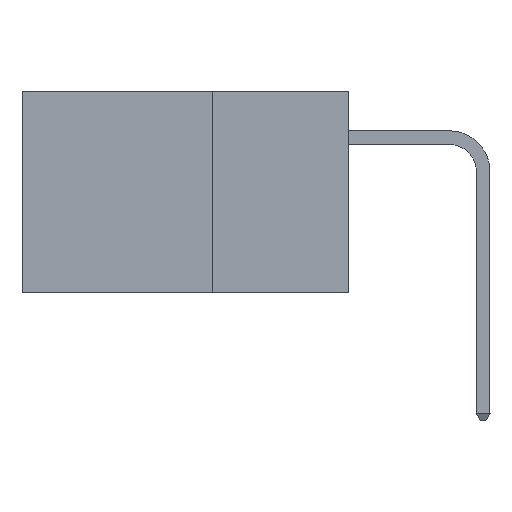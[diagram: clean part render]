
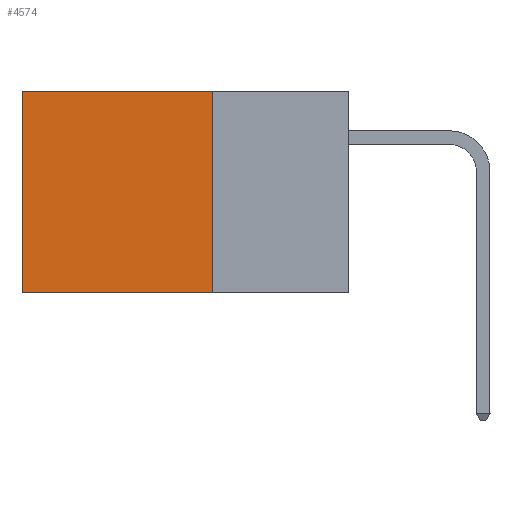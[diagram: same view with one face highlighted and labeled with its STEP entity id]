
A CAD part, left-side view. The second image highlights one B-rep face of the part: STEP entity #4574.
In plain terms, the highlighted planar face has unit normal (-1, 0, 0).
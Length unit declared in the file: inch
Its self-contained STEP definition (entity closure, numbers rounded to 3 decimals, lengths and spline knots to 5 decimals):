
#1054 = DIRECTION ( 'NONE',  ( 0., 1., 0. ) ) ;
#1279 = CARTESIAN_POINT ( 'NONE',  ( 0.2875, 0.25, -0.37 ) ) ;
#1905 = VERTEX_POINT ( 'NONE', #11463 ) ;
#2473 = ORIENTED_EDGE ( 'NONE', *, *, #10080, .T. ) ;
#4389 = LINE ( 'NONE', #1279, #9987 ) ;
#4574 = ADVANCED_FACE ( 'NONE', ( #41473 ), #27533, .F. ) ;
#6478 = DIRECTION ( 'NONE',  ( 0., 0., -1. ) ) ;
#9177 = LINE ( 'NONE', #25632, #27096 ) ;
#9296 = EDGE_LOOP ( 'NONE', ( #26735, #33907, #21411, #2473 ) ) ;
#9987 = VECTOR ( 'NONE', #1054, 39.37008 ) ;
#10080 = EDGE_CURVE ( 'NONE', #23011, #13330, #9177, .T. ) ;
#11083 = CARTESIAN_POINT ( 'NONE',  ( 0.2875, 0.25, 0. ) ) ;
#11447 = VERTEX_POINT ( 'NONE', #39822 ) ;
#11463 = CARTESIAN_POINT ( 'NONE',  ( 0.2875, 0.6, -0.37 ) ) ;
#13330 = VERTEX_POINT ( 'NONE', #14032 ) ;
#14032 = CARTESIAN_POINT ( 'NONE',  ( 0.2875, 0.6, 0. ) ) ;
#15006 = VECTOR ( 'NONE', #41669, 39.37008 ) ;
#15738 = CARTESIAN_POINT ( 'NONE',  ( 0.2875, 0.25, 0. ) ) ;
#17376 = EDGE_CURVE ( 'NONE', #23011, #11447, #31931, .T. ) ;
#19808 = LINE ( 'NONE', #36434, #21658 ) ;
#21411 = ORIENTED_EDGE ( 'NONE', *, *, #17376, .F. ) ;
#21658 = VECTOR ( 'NONE', #6478, 39.37008 ) ;
#23011 = VERTEX_POINT ( 'NONE', #15738 ) ;
#24198 = DIRECTION ( 'NONE',  ( 1., 0., 0. ) ) ;
#25632 = CARTESIAN_POINT ( 'NONE',  ( 0.2875, 0.25, 0. ) ) ;
#26735 = ORIENTED_EDGE ( 'NONE', *, *, #39992, .T. ) ;
#27096 = VECTOR ( 'NONE', #39136, 39.37008 ) ;
#27533 = PLANE ( 'NONE',  #31289 ) ;
#28822 = CARTESIAN_POINT ( 'NONE',  ( 0.2875, 0.25, 0. ) ) ;
#31289 = AXIS2_PLACEMENT_3D ( 'NONE', #11083, #24198, #37709 ) ;
#31931 = LINE ( 'NONE', #28822, #15006 ) ;
#33907 = ORIENTED_EDGE ( 'NONE', *, *, #34487, .F. ) ;
#34487 = EDGE_CURVE ( 'NONE', #11447, #1905, #4389, .T. ) ;
#36434 = CARTESIAN_POINT ( 'NONE',  ( 0.2875, 0.6, 0. ) ) ;
#37709 = DIRECTION ( 'NONE',  ( 0., 0., -1. ) ) ;
#39136 = DIRECTION ( 'NONE',  ( 0., 1., 0. ) ) ;
#39822 = CARTESIAN_POINT ( 'NONE',  ( 0.2875, 0.25, -0.37 ) ) ;
#39992 = EDGE_CURVE ( 'NONE', #13330, #1905, #19808, .T. ) ;
#41473 = FACE_OUTER_BOUND ( 'NONE', #9296, .T. ) ;
#41669 = DIRECTION ( 'NONE',  ( 0., 0., -1. ) ) ;
